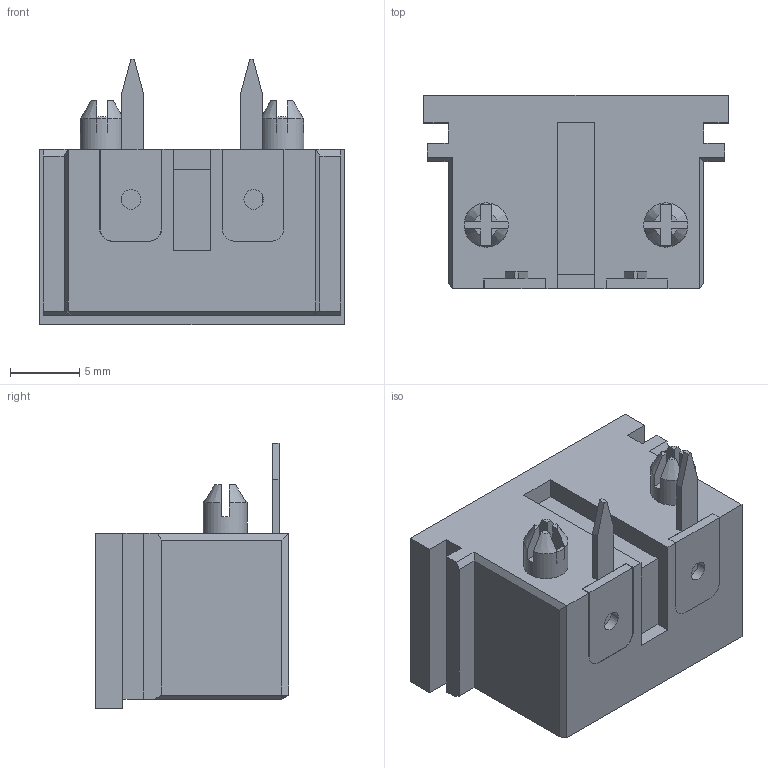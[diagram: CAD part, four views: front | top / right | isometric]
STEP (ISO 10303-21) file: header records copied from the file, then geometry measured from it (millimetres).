
FILE_DESCRIPTION(/* description */ ('STEP AP214','CAx-IF Rec.Pracs.---Representation and Presentation of Product Manufacturing Information (PMI)---4.0---2014-10-13'),/* implementation_level */ '2;1');
FILE_NAME(/* name */ 'IEC C8 Connector 2 PIN v1.step',/* time_stamp */ '2025-03-05T16:39:13+05:30',/* author */ (''),/* organization */ (''),/* preprocessor_version */ 'ST-DEVELOPER v20',/* originating_system */ 'Autodesk Translation Framework v13.20.0.188',/* authorisation */ '');
FILE_SCHEMA (('AP242_MANAGED_MODEL_BASED_3D_ENGINEERING_MIM_LF { 1 0 10303 442 1 1 4 }'));
Length unit declared in the file: millimetre
Products named in the file (4): IEC C8 Connector 2 PIN; IEC C8 Connector; C8 pin 1; Part3
Assembly tree (5 placements, depth 2):
  IEC C8 Connector 2 PIN
    IEC C8 Connector
    C8 pin 1  x2
    Part3  x2
Bounding box: 22 x 14 x 19.2 mm (x, y, z)
Volume: 2101 mm3; surface area: 2462 mm2
Topology: 5 solids, 5 shells, 154 faces, 397 edges, 260 vertices
Faces by surface type: plane 124, cylinder 24, cone 6
Full cylindrical faces by diameter (mm): 1.413 x2, 2 x2, 2.5 x2, 3.2 x2
Entity records: 4398 total; most frequent: CARTESIAN_POINT 778, ORIENTED_EDGE 716, DIRECTION 690, EDGE_CURVE 358, LINE 278, VECTOR 278, VERTEX_POINT 234, AXIS2_PLACEMENT_3D 206
